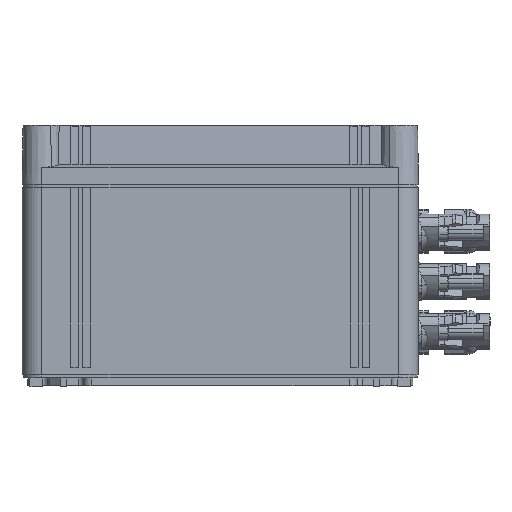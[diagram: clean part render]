
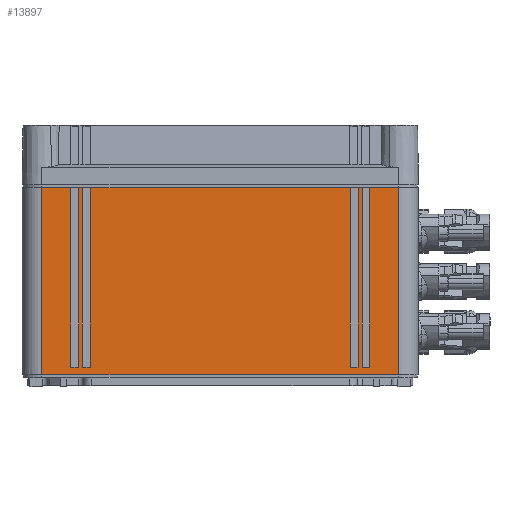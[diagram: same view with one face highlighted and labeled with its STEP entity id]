
A CAD part, left-side view. The second image highlights one B-rep face of the part: STEP entity #13897.
In plain terms, the highlighted planar face has unit normal (-1, 0, 0).
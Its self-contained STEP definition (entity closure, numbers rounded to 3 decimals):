
#13748=AXIS2_PLACEMENT_3D('Plane Axis2P3D',#13745,#13746,#13747) ;
#12977=CARTESIAN_POINT('Vertex',(0.,46.025,100.5)) ;
#12980=CARTESIAN_POINT('Line Origine',(0.,46.025,106.)) ;
#12984=CARTESIAN_POINT('Vertex',(0.,46.025,6.)) ;
#13032=CARTESIAN_POINT('Line Origine',(0.,136.025,6.)) ;
#13036=CARTESIAN_POINT('Vertex',(0.,226.025,6.)) ;
#13170=CARTESIAN_POINT('Vertex',(0.,226.025,100.5)) ;
#13173=CARTESIAN_POINT('Line Origine',(0.,136.025,100.5)) ;
#13745=CARTESIAN_POINT('Axis2P3D Location',(0.,46.025,106.)) ;
#13750=CARTESIAN_POINT('Line Origine',(0.,226.025,53.25)) ;
#13761=CARTESIAN_POINT('Line Origine',(0.,209.525,10.)) ;
#13765=CARTESIAN_POINT('Vertex',(0.,211.525,10.)) ;
#13767=CARTESIAN_POINT('Vertex',(0.,207.525,10.)) ;
#13770=CARTESIAN_POINT('Line Origine',(0.,211.525,55.178)) ;
#13774=CARTESIAN_POINT('Vertex',(0.,211.525,100.356)) ;
#13777=CARTESIAN_POINT('Line Origine',(0.,209.525,100.356)) ;
#13781=CARTESIAN_POINT('Vertex',(0.,207.525,100.356)) ;
#13784=CARTESIAN_POINT('Line Origine',(0.,207.525,55.178)) ;
#13795=CARTESIAN_POINT('Line Origine',(0.,203.525,10.)) ;
#13799=CARTESIAN_POINT('Vertex',(0.,205.525,10.)) ;
#13801=CARTESIAN_POINT('Vertex',(0.,201.525,10.)) ;
#13804=CARTESIAN_POINT('Line Origine',(0.,205.525,55.178)) ;
#13808=CARTESIAN_POINT('Vertex',(0.,205.525,100.356)) ;
#13811=CARTESIAN_POINT('Line Origine',(0.,203.525,100.356)) ;
#13815=CARTESIAN_POINT('Vertex',(0.,201.525,100.356)) ;
#13818=CARTESIAN_POINT('Line Origine',(0.,201.525,55.178)) ;
#13829=CARTESIAN_POINT('Line Origine',(0.,68.525,10.)) ;
#13833=CARTESIAN_POINT('Vertex',(0.,70.525,10.)) ;
#13835=CARTESIAN_POINT('Vertex',(0.,66.525,10.)) ;
#13838=CARTESIAN_POINT('Line Origine',(0.,70.525,55.178)) ;
#13842=CARTESIAN_POINT('Vertex',(0.,70.525,100.356)) ;
#13845=CARTESIAN_POINT('Line Origine',(0.,68.525,100.356)) ;
#13849=CARTESIAN_POINT('Vertex',(0.,66.525,100.356)) ;
#13852=CARTESIAN_POINT('Line Origine',(0.,66.525,55.178)) ;
#13863=CARTESIAN_POINT('Line Origine',(0.,62.525,10.)) ;
#13867=CARTESIAN_POINT('Vertex',(0.,64.525,10.)) ;
#13869=CARTESIAN_POINT('Vertex',(0.,60.525,10.)) ;
#13872=CARTESIAN_POINT('Line Origine',(0.,64.525,55.178)) ;
#13876=CARTESIAN_POINT('Vertex',(0.,64.525,100.356)) ;
#13879=CARTESIAN_POINT('Line Origine',(0.,62.525,100.356)) ;
#13883=CARTESIAN_POINT('Vertex',(0.,60.525,100.356)) ;
#13886=CARTESIAN_POINT('Line Origine',(0.,60.525,55.178)) ;
#12981=DIRECTION('Vector Direction',(0.,0.,-1.)) ;
#13033=DIRECTION('Vector Direction',(0.,1.,0.)) ;
#13174=DIRECTION('Vector Direction',(0.,-1.,0.)) ;
#13746=DIRECTION('Axis2P3D Direction',(-1.,0.,0.)) ;
#13747=DIRECTION('Axis2P3D XDirection',(0.,1.,0.)) ;
#13751=DIRECTION('Vector Direction',(0.,0.,-1.)) ;
#13762=DIRECTION('Vector Direction',(0.,-1.,0.)) ;
#13771=DIRECTION('Vector Direction',(0.,0.,-1.)) ;
#13778=DIRECTION('Vector Direction',(0.,1.,0.)) ;
#13785=DIRECTION('Vector Direction',(0.,0.,1.)) ;
#13796=DIRECTION('Vector Direction',(0.,-1.,0.)) ;
#13805=DIRECTION('Vector Direction',(0.,0.,-1.)) ;
#13812=DIRECTION('Vector Direction',(0.,1.,0.)) ;
#13819=DIRECTION('Vector Direction',(0.,0.,1.)) ;
#13830=DIRECTION('Vector Direction',(0.,-1.,0.)) ;
#13839=DIRECTION('Vector Direction',(0.,0.,-1.)) ;
#13846=DIRECTION('Vector Direction',(0.,1.,0.)) ;
#13853=DIRECTION('Vector Direction',(0.,0.,1.)) ;
#13864=DIRECTION('Vector Direction',(0.,-1.,0.)) ;
#13873=DIRECTION('Vector Direction',(0.,0.,-1.)) ;
#13880=DIRECTION('Vector Direction',(0.,1.,0.)) ;
#13887=DIRECTION('Vector Direction',(0.,0.,1.)) ;
#12982=VECTOR('Line Direction',#12981,1.) ;
#13034=VECTOR('Line Direction',#13033,1.) ;
#13175=VECTOR('Line Direction',#13174,1.) ;
#13752=VECTOR('Line Direction',#13751,1.) ;
#13763=VECTOR('Line Direction',#13762,1.) ;
#13772=VECTOR('Line Direction',#13771,1.) ;
#13779=VECTOR('Line Direction',#13778,1.) ;
#13786=VECTOR('Line Direction',#13785,1.) ;
#13797=VECTOR('Line Direction',#13796,1.) ;
#13806=VECTOR('Line Direction',#13805,1.) ;
#13813=VECTOR('Line Direction',#13812,1.) ;
#13820=VECTOR('Line Direction',#13819,1.) ;
#13831=VECTOR('Line Direction',#13830,1.) ;
#13840=VECTOR('Line Direction',#13839,1.) ;
#13847=VECTOR('Line Direction',#13846,1.) ;
#13854=VECTOR('Line Direction',#13853,1.) ;
#13865=VECTOR('Line Direction',#13864,1.) ;
#13874=VECTOR('Line Direction',#13873,1.) ;
#13881=VECTOR('Line Direction',#13880,1.) ;
#13888=VECTOR('Line Direction',#13887,1.) ;
#13756=ORIENTED_EDGE('',*,*,#13754,.T.) ;
#13757=ORIENTED_EDGE('',*,*,#13038,.F.) ;
#13758=ORIENTED_EDGE('',*,*,#12986,.F.) ;
#13759=ORIENTED_EDGE('',*,*,#13177,.F.) ;
#13790=ORIENTED_EDGE('',*,*,#13769,.F.) ;
#13791=ORIENTED_EDGE('',*,*,#13776,.F.) ;
#13792=ORIENTED_EDGE('',*,*,#13783,.F.) ;
#13793=ORIENTED_EDGE('',*,*,#13788,.F.) ;
#13824=ORIENTED_EDGE('',*,*,#13803,.F.) ;
#13825=ORIENTED_EDGE('',*,*,#13810,.F.) ;
#13826=ORIENTED_EDGE('',*,*,#13817,.F.) ;
#13827=ORIENTED_EDGE('',*,*,#13822,.F.) ;
#13858=ORIENTED_EDGE('',*,*,#13837,.F.) ;
#13859=ORIENTED_EDGE('',*,*,#13844,.F.) ;
#13860=ORIENTED_EDGE('',*,*,#13851,.F.) ;
#13861=ORIENTED_EDGE('',*,*,#13856,.F.) ;
#13892=ORIENTED_EDGE('',*,*,#13871,.F.) ;
#13893=ORIENTED_EDGE('',*,*,#13878,.F.) ;
#13894=ORIENTED_EDGE('',*,*,#13885,.F.) ;
#13895=ORIENTED_EDGE('',*,*,#13890,.F.) ;
#13794=FACE_BOUND('',#13789,.T.) ;
#13828=FACE_BOUND('',#13823,.T.) ;
#13862=FACE_BOUND('',#13857,.T.) ;
#13896=FACE_BOUND('',#13891,.T.) ;
#13897=ADVANCED_FACE('GEHAEUSEUNTERTEIL',(#13760,#13794,#13828,#13862,#13896),#13749,.T.) ;
#12986=EDGE_CURVE('',#12978,#12985,#12983,.T.) ;
#13038=EDGE_CURVE('',#12985,#13037,#13035,.T.) ;
#13177=EDGE_CURVE('',#13171,#12978,#13176,.T.) ;
#13754=EDGE_CURVE('',#13171,#13037,#13753,.T.) ;
#13769=EDGE_CURVE('',#13766,#13768,#13764,.T.) ;
#13776=EDGE_CURVE('',#13775,#13766,#13773,.T.) ;
#13783=EDGE_CURVE('',#13782,#13775,#13780,.T.) ;
#13788=EDGE_CURVE('',#13768,#13782,#13787,.T.) ;
#13803=EDGE_CURVE('',#13800,#13802,#13798,.T.) ;
#13810=EDGE_CURVE('',#13809,#13800,#13807,.T.) ;
#13817=EDGE_CURVE('',#13816,#13809,#13814,.T.) ;
#13822=EDGE_CURVE('',#13802,#13816,#13821,.T.) ;
#13837=EDGE_CURVE('',#13834,#13836,#13832,.T.) ;
#13844=EDGE_CURVE('',#13843,#13834,#13841,.T.) ;
#13851=EDGE_CURVE('',#13850,#13843,#13848,.T.) ;
#13856=EDGE_CURVE('',#13836,#13850,#13855,.T.) ;
#13871=EDGE_CURVE('',#13868,#13870,#13866,.T.) ;
#13878=EDGE_CURVE('',#13877,#13868,#13875,.T.) ;
#13885=EDGE_CURVE('',#13884,#13877,#13882,.T.) ;
#13890=EDGE_CURVE('',#13870,#13884,#13889,.T.) ;
#13755=EDGE_LOOP('',(#13756,#13757,#13758,#13759)) ;
#13789=EDGE_LOOP('',(#13790,#13791,#13792,#13793)) ;
#13823=EDGE_LOOP('',(#13824,#13825,#13826,#13827)) ;
#13857=EDGE_LOOP('',(#13858,#13859,#13860,#13861)) ;
#13891=EDGE_LOOP('',(#13892,#13893,#13894,#13895)) ;
#13760=FACE_OUTER_BOUND('',#13755,.T.) ;
#12983=LINE('Line',#12980,#12982) ;
#13035=LINE('Line',#13032,#13034) ;
#13176=LINE('Line',#13173,#13175) ;
#13753=LINE('Line',#13750,#13752) ;
#13764=LINE('Line',#13761,#13763) ;
#13773=LINE('Line',#13770,#13772) ;
#13780=LINE('Line',#13777,#13779) ;
#13787=LINE('Line',#13784,#13786) ;
#13798=LINE('Line',#13795,#13797) ;
#13807=LINE('Line',#13804,#13806) ;
#13814=LINE('Line',#13811,#13813) ;
#13821=LINE('Line',#13818,#13820) ;
#13832=LINE('Line',#13829,#13831) ;
#13841=LINE('Line',#13838,#13840) ;
#13848=LINE('Line',#13845,#13847) ;
#13855=LINE('Line',#13852,#13854) ;
#13866=LINE('Line',#13863,#13865) ;
#13875=LINE('Line',#13872,#13874) ;
#13882=LINE('Line',#13879,#13881) ;
#13889=LINE('Line',#13886,#13888) ;
#13749=PLANE('',#13748) ;
#12978=VERTEX_POINT('',#12977) ;
#12985=VERTEX_POINT('',#12984) ;
#13037=VERTEX_POINT('',#13036) ;
#13171=VERTEX_POINT('',#13170) ;
#13766=VERTEX_POINT('',#13765) ;
#13768=VERTEX_POINT('',#13767) ;
#13775=VERTEX_POINT('',#13774) ;
#13782=VERTEX_POINT('',#13781) ;
#13800=VERTEX_POINT('',#13799) ;
#13802=VERTEX_POINT('',#13801) ;
#13809=VERTEX_POINT('',#13808) ;
#13816=VERTEX_POINT('',#13815) ;
#13834=VERTEX_POINT('',#13833) ;
#13836=VERTEX_POINT('',#13835) ;
#13843=VERTEX_POINT('',#13842) ;
#13850=VERTEX_POINT('',#13849) ;
#13868=VERTEX_POINT('',#13867) ;
#13870=VERTEX_POINT('',#13869) ;
#13877=VERTEX_POINT('',#13876) ;
#13884=VERTEX_POINT('',#13883) ;
